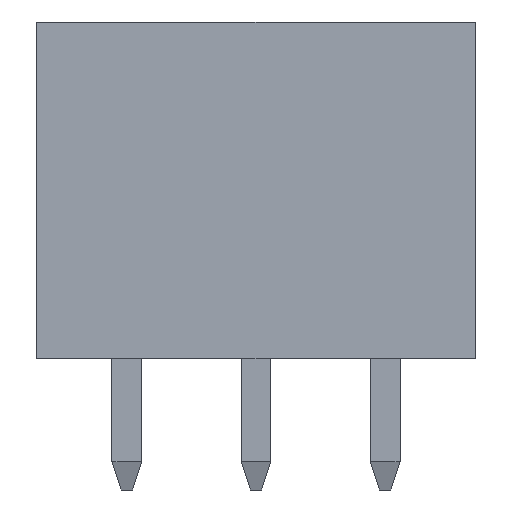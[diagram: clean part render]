
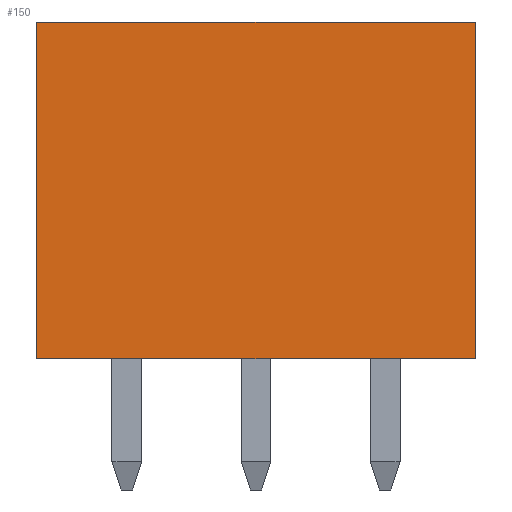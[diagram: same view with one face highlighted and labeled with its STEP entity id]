
A CAD part, left-side view. The second image highlights one B-rep face of the part: STEP entity #150.
In plain terms, the highlighted planar face has unit normal (-1, 0, 0).
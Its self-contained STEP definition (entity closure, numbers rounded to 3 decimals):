
#150=ADVANCED_FACE('',(#306),#2342,.T.);
#306=FACE_OUTER_BOUND('',#465,.T.);
#465=EDGE_LOOP('',(#708,#709,#710,#711));
#708=ORIENTED_EDGE('',*,*,#1385,.T.);
#709=ORIENTED_EDGE('',*,*,#1386,.F.);
#710=ORIENTED_EDGE('',*,*,#1423,.T.);
#711=ORIENTED_EDGE('',*,*,#1422,.T.);
#1385=EDGE_CURVE('',#2103,#2100,#1757,.T.);
#1386=EDGE_CURVE('',#2104,#2100,#1758,.T.);
#1422=EDGE_CURVE('',#2148,#2103,#1794,.T.);
#1423=EDGE_CURVE('',#2104,#2148,#1795,.T.);
#1757=B_SPLINE_CURVE_WITH_KNOTS('',1,(#3287,#3288),.UNSPECIFIED.,.F.,.F.,
(2,2),(0.,0.36),.UNSPECIFIED.);
#1758=B_SPLINE_CURVE_WITH_KNOTS('',1,(#3289,#3290),.UNSPECIFIED.,.F.,.F.,
(2,2),(-0.469,0.),.UNSPECIFIED.);
#1794=B_SPLINE_CURVE_WITH_KNOTS('',1,(#3361,#3362),.UNSPECIFIED.,.F.,.F.,
(2,2),(-0.469,0.),.UNSPECIFIED.);
#1795=B_SPLINE_CURVE_WITH_KNOTS('',1,(#3363,#3364),.UNSPECIFIED.,.F.,.F.,
(2,2),(-0.36,0.),.UNSPECIFIED.);
#2100=VERTEX_POINT('',#3111);
#2103=VERTEX_POINT('',#3114);
#2104=VERTEX_POINT('',#3115);
#2148=VERTEX_POINT('',#3159);
#2342=PLANE('',#2509);
#2509=AXIS2_PLACEMENT_3D('',#2864,#2660,$);
#2660=DIRECTION('',(-1.,0.,0.));
#2864=CARTESIAN_POINT('',(-4.064,-25.915,-16.177));
#3111=CARTESIAN_POINT('',(-4.064,-9.462,9.144));
#3114=CARTESIAN_POINT('',(-4.064,-9.462,0.));
#3115=CARTESIAN_POINT('',(-4.064,2.451,9.144));
#3159=CARTESIAN_POINT('',(-4.064,2.451,0.));
#3287=CARTESIAN_POINT('',(-4.064,-9.462,0.));
#3288=CARTESIAN_POINT('',(-4.064,-9.462,9.144));
#3289=CARTESIAN_POINT('',(-4.064,2.451,9.144));
#3290=CARTESIAN_POINT('',(-4.064,-9.462,9.144));
#3361=CARTESIAN_POINT('',(-4.064,2.451,0.));
#3362=CARTESIAN_POINT('',(-4.064,-9.462,0.));
#3363=CARTESIAN_POINT('',(-4.064,2.451,9.144));
#3364=CARTESIAN_POINT('',(-4.064,2.451,0.));
